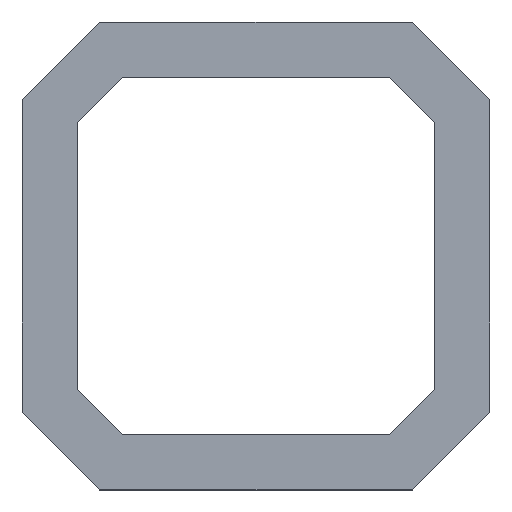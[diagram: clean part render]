
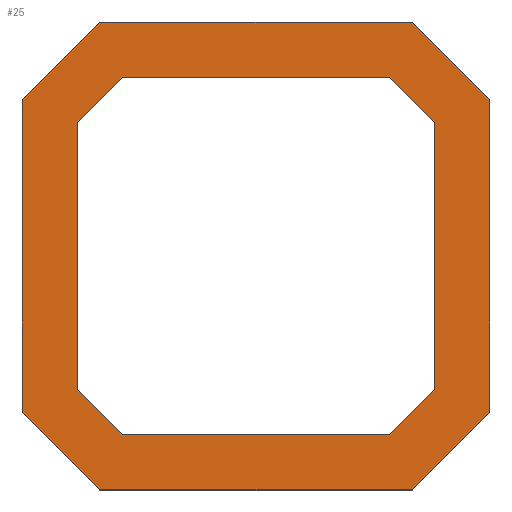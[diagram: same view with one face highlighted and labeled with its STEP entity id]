
A CAD part, top view. The second image highlights one B-rep face of the part: STEP entity #25.
In plain terms, the highlighted planar face has unit normal (0, 0, 1).
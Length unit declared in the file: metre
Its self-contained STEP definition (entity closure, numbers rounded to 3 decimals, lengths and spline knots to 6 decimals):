
#1 = CARTESIAN_POINT ( 'NONE',  ( -0.01615, -0.012079, 0.043 ) ) ;
#6 = DIRECTION ( 'NONE',  ( 0.707, 0.707, 0. ) ) ;
#7 = DIRECTION ( 'NONE',  ( -1., 0., 0. ) ) ;
#10 = CARTESIAN_POINT ( 'NONE',  ( 0.01615, -0.012079, 0.043 ) ) ;
#12 = ORIENTED_EDGE ( 'NONE', *, *, #672, .F. ) ;
#25 = ADVANCED_FACE ( 'NONE', ( #255, #597 ), #741, .T. ) ;
#28 = VECTOR ( 'NONE', #449, 1. ) ;
#35 = CARTESIAN_POINT ( 'NONE',  ( 0.02115, 0.01415, 0.043 ) ) ;
#38 = VERTEX_POINT ( 'NONE', #797 ) ;
#54 = CARTESIAN_POINT ( 'NONE',  ( -0.012079, 0.01615, 0.043 ) ) ;
#58 = VECTOR ( 'NONE', #7, 1. ) ;
#62 = VECTOR ( 'NONE', #250, 1. ) ;
#69 = CARTESIAN_POINT ( 'NONE',  ( 0.02115, 0.01415, 0.043 ) ) ;
#70 = EDGE_CURVE ( 'NONE', #725, #284, #735, .T. ) ;
#71 = VERTEX_POINT ( 'NONE', #738 ) ;
#74 = EDGE_LOOP ( 'NONE', ( #801, #837, #626, #12, #172, #144, #506, #525 ) ) ;
#76 = CARTESIAN_POINT ( 'NONE',  ( 0.02115, -0.01415, 0.043 ) ) ;
#79 = VECTOR ( 'NONE', #853, 1. ) ;
#86 = LINE ( 'NONE', #1, #759 ) ;
#87 = ORIENTED_EDGE ( 'NONE', *, *, #586, .T. ) ;
#91 = VERTEX_POINT ( 'NONE', #861 ) ;
#123 = LINE ( 'NONE', #380, #808 ) ;
#134 = VECTOR ( 'NONE', #698, 1. ) ;
#141 = CARTESIAN_POINT ( 'NONE',  ( -0.02115, -0.01415, 0.043 ) ) ;
#142 = DIRECTION ( 'NONE',  ( 0.707, -0.707, 0. ) ) ;
#144 = ORIENTED_EDGE ( 'NONE', *, *, #474, .F. ) ;
#156 = CARTESIAN_POINT ( 'NONE',  ( 0.01415, -0.02115, 0.043 ) ) ;
#167 = LINE ( 'NONE', #182, #420 ) ;
#171 = DIRECTION ( 'NONE',  ( -1., 0., 0. ) ) ;
#172 = ORIENTED_EDGE ( 'NONE', *, *, #461, .F. ) ;
#176 = EDGE_LOOP ( 'NONE', ( #341, #514, #546, #87, #233, #356, #385, #819 ) ) ;
#180 = EDGE_CURVE ( 'NONE', #866, #760, #332, .T. ) ;
#182 = CARTESIAN_POINT ( 'NONE',  ( 0.01415, 0.02115, 0.043 ) ) ;
#185 = LINE ( 'NONE', #371, #670 ) ;
#193 = CARTESIAN_POINT ( 'NONE',  ( 0.012079, -0.01615, 0.043 ) ) ;
#196 = CARTESIAN_POINT ( 'NONE',  ( 0.02115, -0.01415, 0.043 ) ) ;
#227 = EDGE_CURVE ( 'NONE', #635, #866, #512, .T. ) ;
#229 = CARTESIAN_POINT ( 'NONE',  ( -0.01415, -0.02115, 0.043 ) ) ;
#233 = ORIENTED_EDGE ( 'NONE', *, *, #317, .T. ) ;
#250 = DIRECTION ( 'NONE',  ( 0.707, 0.707, 0. ) ) ;
#255 = FACE_BOUND ( 'NONE', #74, .T. ) ;
#256 = VECTOR ( 'NONE', #6, 1. ) ;
#259 = CARTESIAN_POINT ( 'NONE',  ( -0.02115, -0.01415, 0.043 ) ) ;
#279 = CARTESIAN_POINT ( 'NONE',  ( -0.012079, 0.01615, 0.043 ) ) ;
#281 = CARTESIAN_POINT ( 'NONE',  ( -0.012079, -0.01615, 0.043 ) ) ;
#284 = VERTEX_POINT ( 'NONE', #35 ) ;
#286 = EDGE_CURVE ( 'NONE', #752, #91, #167, .T. ) ;
#289 = VERTEX_POINT ( 'NONE', #505 ) ;
#313 = DIRECTION ( 'NONE',  ( -0.707, 0.707, 0. ) ) ;
#317 = EDGE_CURVE ( 'NONE', #708, #565, #840, .T. ) ;
#320 = DIRECTION ( 'NONE',  ( 1., 0., 0. ) ) ;
#328 = CARTESIAN_POINT ( 'NONE',  ( 0., 0., 0.043 ) ) ;
#332 = LINE ( 'NONE', #618, #58 ) ;
#341 = ORIENTED_EDGE ( 'NONE', *, *, #856, .T. ) ;
#356 = ORIENTED_EDGE ( 'NONE', *, *, #524, .T. ) ;
#367 = EDGE_CURVE ( 'NONE', #760, #38, #805, .T. ) ;
#368 = DIRECTION ( 'NONE',  ( 0.707, -0.707, 0. ) ) ;
#371 = CARTESIAN_POINT ( 'NONE',  ( -0.01415, 0.02115, 0.043 ) ) ;
#373 = LINE ( 'NONE', #69, #593 ) ;
#380 = CARTESIAN_POINT ( 'NONE',  ( 0.012079, -0.01615, 0.043 ) ) ;
#382 = AXIS2_PLACEMENT_3D ( 'NONE', #328, #460, #661 ) ;
#385 = ORIENTED_EDGE ( 'NONE', *, *, #608, .T. ) ;
#400 = LINE ( 'NONE', #10, #256 ) ;
#420 = VECTOR ( 'NONE', #171, 1. ) ;
#441 = EDGE_CURVE ( 'NONE', #91, #487, #185, .T. ) ;
#449 = DIRECTION ( 'NONE',  ( 0., 1., 0. ) ) ;
#460 = DIRECTION ( 'NONE',  ( 0., 0., 1. ) ) ;
#461 = EDGE_CURVE ( 'NONE', #289, #491, #694, .T. ) ;
#470 = EDGE_CURVE ( 'NONE', #622, #646, #400, .T. ) ;
#474 = EDGE_CURVE ( 'NONE', #38, #289, #86, .T. ) ;
#487 = VERTEX_POINT ( 'NONE', #617 ) ;
#491 = VERTEX_POINT ( 'NONE', #281 ) ;
#505 = CARTESIAN_POINT ( 'NONE',  ( -0.01615, -0.012079, 0.043 ) ) ;
#506 = ORIENTED_EDGE ( 'NONE', *, *, #367, .F. ) ;
#511 = VECTOR ( 'NONE', #368, 1. ) ;
#512 = LINE ( 'NONE', #577, #847 ) ;
#514 = ORIENTED_EDGE ( 'NONE', *, *, #286, .T. ) ;
#519 = CARTESIAN_POINT ( 'NONE',  ( 0.01615, -0.012079, 0.043 ) ) ;
#522 = CARTESIAN_POINT ( 'NONE',  ( 0.012079, 0.01615, 0.043 ) ) ;
#523 = LINE ( 'NONE', #196, #62 ) ;
#524 = EDGE_CURVE ( 'NONE', #565, #71, #770, .T. ) ;
#525 = ORIENTED_EDGE ( 'NONE', *, *, #180, .F. ) ;
#530 = VECTOR ( 'NONE', #842, 1. ) ;
#531 = CARTESIAN_POINT ( 'NONE',  ( -0.01415, -0.02115, 0.043 ) ) ;
#539 = EDGE_CURVE ( 'NONE', #646, #635, #854, .T. ) ;
#540 = CARTESIAN_POINT ( 'NONE',  ( -0.012079, -0.01615, 0.043 ) ) ;
#546 = ORIENTED_EDGE ( 'NONE', *, *, #441, .T. ) ;
#565 = VERTEX_POINT ( 'NONE', #531 ) ;
#577 = CARTESIAN_POINT ( 'NONE',  ( 0.01615, 0.012079, 0.043 ) ) ;
#586 = EDGE_CURVE ( 'NONE', #487, #708, #650, .T. ) ;
#593 = VECTOR ( 'NONE', #313, 1. ) ;
#597 = FACE_OUTER_BOUND ( 'NONE', #176, .T. ) ;
#598 = CARTESIAN_POINT ( 'NONE',  ( 0.01615, 0.012079, 0.043 ) ) ;
#605 = CARTESIAN_POINT ( 'NONE',  ( 0.01415, 0.02115, 0.043 ) ) ;
#608 = EDGE_CURVE ( 'NONE', #71, #725, #523, .T. ) ;
#615 = VECTOR ( 'NONE', #739, 1. ) ;
#617 = CARTESIAN_POINT ( 'NONE',  ( -0.02115, 0.01415, 0.043 ) ) ;
#618 = CARTESIAN_POINT ( 'NONE',  ( 0.012079, 0.01615, 0.043 ) ) ;
#622 = VERTEX_POINT ( 'NONE', #193 ) ;
#626 = ORIENTED_EDGE ( 'NONE', *, *, #470, .F. ) ;
#635 = VERTEX_POINT ( 'NONE', #598 ) ;
#640 = VECTOR ( 'NONE', #142, 1. ) ;
#646 = VERTEX_POINT ( 'NONE', #736 ) ;
#650 = LINE ( 'NONE', #259, #615 ) ;
#661 = DIRECTION ( 'NONE',  ( 1., 0., 0. ) ) ;
#670 = VECTOR ( 'NONE', #796, 1. ) ;
#672 = EDGE_CURVE ( 'NONE', #491, #622, #123, .T. ) ;
#678 = DIRECTION ( 'NONE',  ( 0., -1., 0. ) ) ;
#694 = LINE ( 'NONE', #540, #640 ) ;
#698 = DIRECTION ( 'NONE',  ( 1., 0., 0. ) ) ;
#708 = VERTEX_POINT ( 'NONE', #141 ) ;
#725 = VERTEX_POINT ( 'NONE', #76 ) ;
#735 = LINE ( 'NONE', #855, #28 ) ;
#736 = CARTESIAN_POINT ( 'NONE',  ( 0.01615, -0.012079, 0.043 ) ) ;
#738 = CARTESIAN_POINT ( 'NONE',  ( 0.01415, -0.02115, 0.043 ) ) ;
#739 = DIRECTION ( 'NONE',  ( 0., -1., 0. ) ) ;
#741 = PLANE ( 'NONE',  #382 ) ;
#752 = VERTEX_POINT ( 'NONE', #605 ) ;
#759 = VECTOR ( 'NONE', #678, 1. ) ;
#760 = VERTEX_POINT ( 'NONE', #279 ) ;
#770 = LINE ( 'NONE', #156, #134 ) ;
#789 = DIRECTION ( 'NONE',  ( -0.707, 0.707, 0. ) ) ;
#796 = DIRECTION ( 'NONE',  ( -0.707, -0.707, 0. ) ) ;
#797 = CARTESIAN_POINT ( 'NONE',  ( -0.01615, 0.012079, 0.043 ) ) ;
#801 = ORIENTED_EDGE ( 'NONE', *, *, #227, .F. ) ;
#805 = LINE ( 'NONE', #54, #79 ) ;
#808 = VECTOR ( 'NONE', #320, 1. ) ;
#819 = ORIENTED_EDGE ( 'NONE', *, *, #70, .T. ) ;
#837 = ORIENTED_EDGE ( 'NONE', *, *, #539, .F. ) ;
#840 = LINE ( 'NONE', #229, #511 ) ;
#842 = DIRECTION ( 'NONE',  ( 0., 1., 0. ) ) ;
#847 = VECTOR ( 'NONE', #789, 1. ) ;
#853 = DIRECTION ( 'NONE',  ( -0.707, -0.707, 0. ) ) ;
#854 = LINE ( 'NONE', #519, #530 ) ;
#855 = CARTESIAN_POINT ( 'NONE',  ( 0.02115, -0.01415, 0.043 ) ) ;
#856 = EDGE_CURVE ( 'NONE', #284, #752, #373, .T. ) ;
#861 = CARTESIAN_POINT ( 'NONE',  ( -0.01415, 0.02115, 0.043 ) ) ;
#866 = VERTEX_POINT ( 'NONE', #522 ) ;
